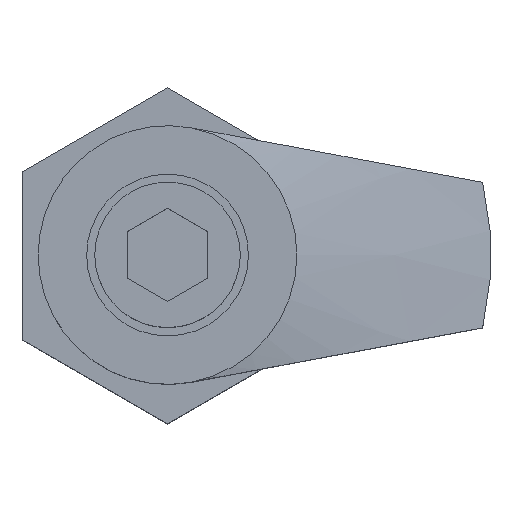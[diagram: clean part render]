
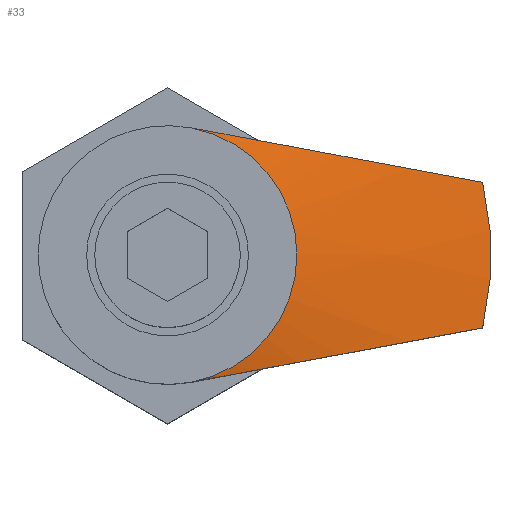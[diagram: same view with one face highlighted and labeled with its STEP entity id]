
A CAD part, top view. The second image highlights one B-rep face of the part: STEP entity #33.
In plain terms, the highlighted conical face has half-angle 75.964 degrees and reference radius 40 mm.
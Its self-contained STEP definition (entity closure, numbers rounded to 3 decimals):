
#33 = ADVANCED_FACE ( 'NONE', ( #1187 ), #47, .T. ) ;
#47 = CONICAL_SURFACE ( 'NONE', #511, 40., 1.326 ) ;
#55 = CARTESIAN_POINT ( 'NONE',  ( 27.063, -11.224, 51.685 ) ) ;
#98 = DIRECTION ( 'NONE',  ( 0., 0., 1. ) ) ;
#142 = CARTESIAN_POINT ( 'NONE',  ( 33.025, 10.111, 50.374 ) ) ;
#154 = CARTESIAN_POINT ( 'NONE',  ( 38.974, 9., 49. ) ) ;
#174 = CARTESIAN_POINT ( 'NONE',  ( 4.467, -15.443, 55. ) ) ;
#185 = EDGE_CURVE ( 'NONE', #427, #784, #1214, .T. ) ;
#244 = EDGE_LOOP ( 'NONE', ( #719, #539, #424, #869 ) ) ;
#267 = B_SPLINE_CURVE_WITH_KNOTS ( 'NONE', 3,
 ( #1736, #434, #1015, #1746, #442, #1026, #1605, #290, #1482, #875, #1470, #142, #734, #154 ),
 .UNSPECIFIED., .F., .F.,
 ( 4, 2, 2, 2, 2, 2, 4 ),
 ( 0., 0.005, 0.009, 0.014, 0.019, 0.028, 0.037 ),
 .UNSPECIFIED. ) ;
#270 = EDGE_CURVE ( 'NONE', #784, #1548, #267, .T. ) ;
#290 = CARTESIAN_POINT ( 'NONE',  ( 18.078, 12.901, 53.455 ) ) ;
#317 = CARTESIAN_POINT ( 'NONE',  ( 13.563, -13.744, 54.184 ) ) ;
#322 = CIRCLE ( 'NONE', #576, 40. ) ;
#363 = CARTESIAN_POINT ( 'NONE',  ( 0., 0., 55. ) ) ;
#366 = B_SPLINE_CURVE_WITH_KNOTS ( 'NONE', 3,
 ( #474, #174, #1651, #1772, #1056, #317, #628, #1241, #920, #1093, #55, #1077, #1787, #778 ),
 .UNSPECIFIED., .F., .F.,
 ( 4, 2, 2, 2, 2, 2, 4 ),
 ( 0., 0.005, 0.009, 0.014, 0.019, 0.028, 0.037 ),
 .UNSPECIFIED. ) ;
#384 = AXIS2_PLACEMENT_3D ( 'NONE', #363, #98, #678 ) ;
#424 = ORIENTED_EDGE ( 'NONE', *, *, #1774, .T. ) ;
#427 = VERTEX_POINT ( 'NONE', #896 ) ;
#434 = CARTESIAN_POINT ( 'NONE',  ( 4.467, 15.443, 55. ) ) ;
#442 = CARTESIAN_POINT ( 'NONE',  ( 10.543, 14.308, 54.569 ) ) ;
#474 = CARTESIAN_POINT ( 'NONE',  ( 2.936, -15.728, 55. ) ) ;
#510 = CARTESIAN_POINT ( 'NONE',  ( 0., 0., 49. ) ) ;
#511 = AXIS2_PLACEMENT_3D ( 'NONE', #723, #1747, #1872 ) ;
#539 = ORIENTED_EDGE ( 'NONE', *, *, #1078, .T. ) ;
#576 = AXIS2_PLACEMENT_3D ( 'NONE', #510, #811, #1067 ) ;
#628 = CARTESIAN_POINT ( 'NONE',  ( 15.07, -13.463, 53.956 ) ) ;
#678 = DIRECTION ( 'NONE',  ( 1., 0., 0. ) ) ;
#719 = ORIENTED_EDGE ( 'NONE', *, *, #185, .F. ) ;
#723 = CARTESIAN_POINT ( 'NONE',  ( 0., 0., 49. ) ) ;
#734 = CARTESIAN_POINT ( 'NONE',  ( 36.001, 9.555, 49.693 ) ) ;
#778 = CARTESIAN_POINT ( 'NONE',  ( 38.974, -9., 49. ) ) ;
#784 = VERTEX_POINT ( 'NONE', #1574 ) ;
#811 = DIRECTION ( 'NONE',  ( 0., 0., 1. ) ) ;
#869 = ORIENTED_EDGE ( 'NONE', *, *, #270, .F. ) ;
#875 = CARTESIAN_POINT ( 'NONE',  ( 24.077, 11.781, 52.317 ) ) ;
#896 = CARTESIAN_POINT ( 'NONE',  ( 2.936, -15.728, 55. ) ) ;
#920 = CARTESIAN_POINT ( 'NONE',  ( 19.581, -12.621, 53.181 ) ) ;
#985 = VERTEX_POINT ( 'NONE', #1014 ) ;
#1014 = CARTESIAN_POINT ( 'NONE',  ( 38.974, -9., 49. ) ) ;
#1015 = CARTESIAN_POINT ( 'NONE',  ( 5.991, 15.158, 54.942 ) ) ;
#1026 = CARTESIAN_POINT ( 'NONE',  ( 13.563, 13.744, 54.184 ) ) ;
#1053 = CARTESIAN_POINT ( 'NONE',  ( 38.974, 9., 49. ) ) ;
#1056 = CARTESIAN_POINT ( 'NONE',  ( 10.543, -14.308, 54.569 ) ) ;
#1067 = DIRECTION ( 'NONE',  ( 1., 0., 0. ) ) ;
#1077 = CARTESIAN_POINT ( 'NONE',  ( 33.025, -10.111, 50.374 ) ) ;
#1078 = EDGE_CURVE ( 'NONE', #427, #985, #366, .T. ) ;
#1093 = CARTESIAN_POINT ( 'NONE',  ( 24.077, -11.781, 52.317 ) ) ;
#1187 = FACE_OUTER_BOUND ( 'NONE', #244, .T. ) ;
#1214 = CIRCLE ( 'NONE', #384, 16. ) ;
#1241 = CARTESIAN_POINT ( 'NONE',  ( 18.078, -12.901, 53.455 ) ) ;
#1470 = CARTESIAN_POINT ( 'NONE',  ( 27.063, 11.224, 51.685 ) ) ;
#1482 = CARTESIAN_POINT ( 'NONE',  ( 19.581, 12.621, 53.181 ) ) ;
#1548 = VERTEX_POINT ( 'NONE', #1053 ) ;
#1574 = CARTESIAN_POINT ( 'NONE',  ( 2.936, 15.728, 55. ) ) ;
#1605 = CARTESIAN_POINT ( 'NONE',  ( 15.07, 13.463, 53.956 ) ) ;
#1651 = CARTESIAN_POINT ( 'NONE',  ( 5.991, -15.158, 54.942 ) ) ;
#1736 = CARTESIAN_POINT ( 'NONE',  ( 2.936, 15.728, 55. ) ) ;
#1746 = CARTESIAN_POINT ( 'NONE',  ( 9.029, 14.591, 54.726 ) ) ;
#1747 = DIRECTION ( 'NONE',  ( 0., 0., -1. ) ) ;
#1772 = CARTESIAN_POINT ( 'NONE',  ( 9.029, -14.591, 54.726 ) ) ;
#1774 = EDGE_CURVE ( 'NONE', #985, #1548, #322, .T. ) ;
#1787 = CARTESIAN_POINT ( 'NONE',  ( 36.001, -9.555, 49.693 ) ) ;
#1872 = DIRECTION ( 'NONE',  ( -1., 0., 0. ) ) ;
